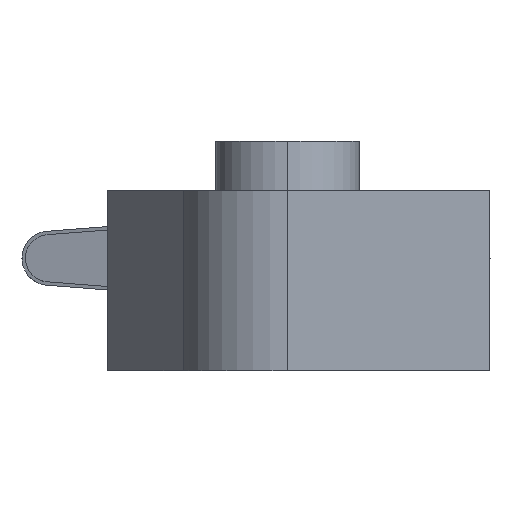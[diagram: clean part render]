
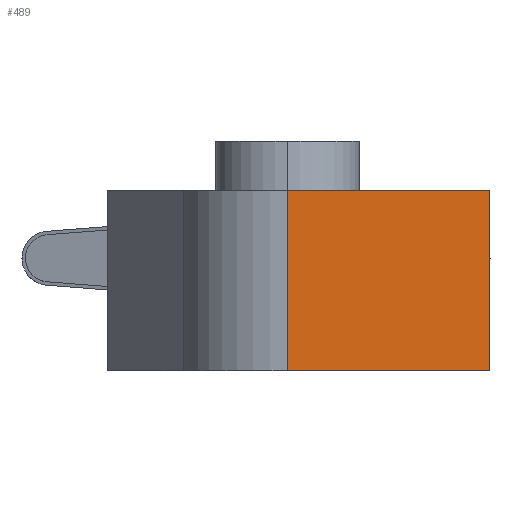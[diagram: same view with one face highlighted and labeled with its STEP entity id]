
A CAD part, left-side view. The second image highlights one B-rep face of the part: STEP entity #489.
In plain terms, the highlighted planar face has unit normal (-1, 0, 0).
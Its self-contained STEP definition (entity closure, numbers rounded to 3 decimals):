
#489=ADVANCED_FACE('',(#901),#902,.T.);
#901=FACE_OUTER_BOUND('',#1115,.T.);
#902=PLANE('',#1116);
#1115=EDGE_LOOP('',(#1532,#1533,#1534,#1535));
#1116=AXIS2_PLACEMENT_3D('',#1536,#1537,#1538);
#1532=ORIENTED_EDGE('',*,*,#1993,.T.);
#1533=ORIENTED_EDGE('',*,*,#1994,.F.);
#1534=ORIENTED_EDGE('',*,*,#1995,.T.);
#1535=ORIENTED_EDGE('',*,*,#1996,.T.);
#1536=CARTESIAN_POINT('',(-24.0,-45.0,0.0));
#1537=DIRECTION('',(-1.0,0.0,0.0));
#1538=DIRECTION('',(0.0,0.0,1.0));
#1993=EDGE_CURVE('',#2280,#2281,#2282,.T.);
#1994=EDGE_CURVE('',#2283,#2281,#2284,.T.);
#1995=EDGE_CURVE('',#2283,#2285,#2286,.T.);
#1996=EDGE_CURVE('',#2285,#2280,#2287,.T.);
#2280=VERTEX_POINT('',#2466);
#2281=VERTEX_POINT('',#2467);
#2282=LINE('',#2468,#2469);
#2283=VERTEX_POINT('',#2470);
#2284=LINE('',#2471,#2472);
#2285=VERTEX_POINT('',#2473);
#2286=LINE('',#2474,#2475);
#2287=LINE('',#2476,#2477);
#2466=CARTESIAN_POINT('',(-24.0,-45.0,40.0));
#2467=CARTESIAN_POINT('',(-24.0,0.,40.0));
#2468=CARTESIAN_POINT('',(-24.0,0.,40.0));
#2469=VECTOR('',#2642,10.0);
#2470=CARTESIAN_POINT('',(-24.0,0.,0.0));
#2471=CARTESIAN_POINT('',(-24.0,0.,0.0));
#2472=VECTOR('',#2643,10.0);
#2473=CARTESIAN_POINT('',(-24.0,-45.0,0.0));
#2474=CARTESIAN_POINT('',(-24.0,0.,0.0));
#2475=VECTOR('',#2644,10.0);
#2476=CARTESIAN_POINT('',(-24.0,-45.0,0.0));
#2477=VECTOR('',#2645,10.0);
#2642=DIRECTION('',(0.0,1.0,0.0));
#2643=DIRECTION('',(0.0,0.0,1.0));
#2644=DIRECTION('',(0.0,-1.0,0.0));
#2645=DIRECTION('',(0.0,0.0,1.0));
